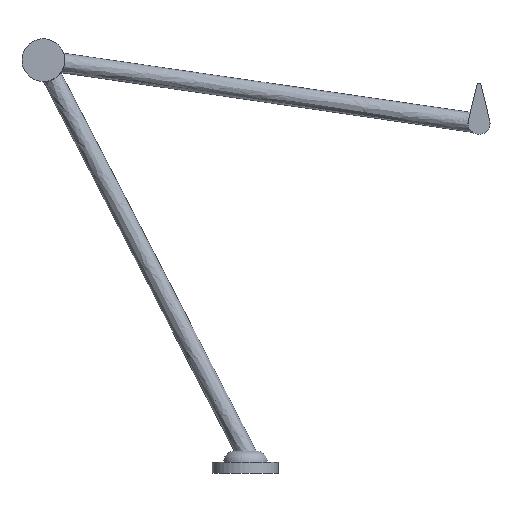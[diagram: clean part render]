
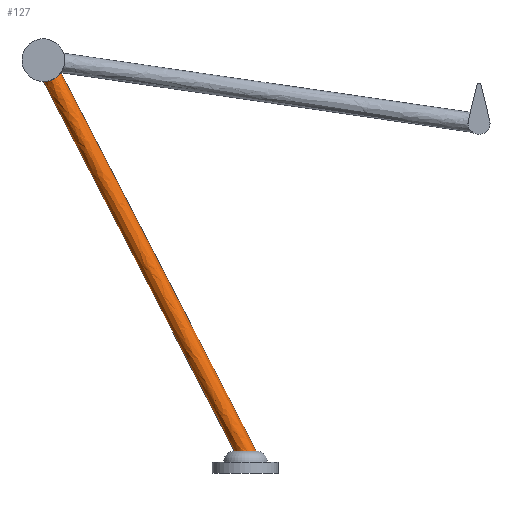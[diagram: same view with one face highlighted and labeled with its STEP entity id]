
A CAD part, front view. The second image highlights one B-rep face of the part: STEP entity #127.
In plain terms, the highlighted free-form (B-spline) face has degree [3, 3] with [7, 6] control points.
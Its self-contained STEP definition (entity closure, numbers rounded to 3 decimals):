
#3 = CARTESIAN_POINT ( 'NONE',  ( -0.5, 0., 0.5 ) ) ;
#6 = CARTESIAN_POINT ( 'NONE',  ( -10.047, 0., 18.977 ) ) ;
#12 = CARTESIAN_POINT ( 'NONE',  ( -9.047, 1., 18.977 ) ) ;
#22 = AXIS2_PLACEMENT_3D ( 'NONE', #590, #146, #1116 ) ;
#23 = CARTESIAN_POINT ( 'NONE',  ( -9.179, 0., 17.297 ) ) ;
#32 =( BOUNDED_SURFACE ( )  B_SPLINE_SURFACE ( 3, 3, ( 
 ( #338, #967, #1046, #515, #721, #6 ),
 ( #186, #355, #872, #710, #1061, #271 ),
 ( #865, #803, #247, #974, #99, #12 ),
 ( #540, #276, #959, #191, #76, #697 ),
 ( #173, #704, #522, #547, #716, #1068 ),
 ( #1138, #637, #979, #457, #440, #1043 ),
 ( #3, #96, #162, #801, #635, #695 ) ),
 .UNSPECIFIED., .T., .F., .T. ) 
 B_SPLINE_SURFACE_WITH_KNOTS ( ( 4, 3, 4 ),
 ( 4, 2, 4 ),
 ( 0., 0.5, 1. ),
 ( 0., 1., 1.04 ),
 .UNSPECIFIED. ) 
 GEOMETRIC_REPRESENTATION_ITEM ( )  RATIONAL_B_SPLINE_SURFACE ( (
 ( 1., 1., 1., 1., 1., 1.),
 ( 0.333, 0.333, 0.333, 0.333, 0.333, 0.333),
 ( 0.333, 0.333, 0.333, 0.333, 0.333, 0.333),
 ( 1., 1., 1., 1., 1., 1.),
 ( 0.333, 0.333, 0.333, 0.333, 0.333, 0.333),
 ( 0.333, 0.333, 0.333, 0.333, 0.333, 0.333),
 ( 1., 1., 1., 1., 1., 1.) ) ) 
 REPRESENTATION_ITEM ( '' )  SURFACE ( )  );
#46 = VERTEX_POINT ( 'NONE', #273 ) ;
#62 = ORIENTED_EDGE ( 'NONE', *, *, #145, .T. ) ;
#63 = B_SPLINE_CURVE_WITH_KNOTS ( 'NONE', 3,
 ( #206, #740, #832, #838, #651, #216, #1017, #379 ),
 .UNSPECIFIED., .F., .F.,
 ( 4, 2, 2, 4 ),
 ( 0.001, 0.002, 0.002, 0.002 ),
 .UNSPECIFIED. ) ;
#76 = CARTESIAN_POINT ( 'NONE',  ( -8.925, 0., 18.741 ) ) ;
#79 = CARTESIAN_POINT ( 'NONE',  ( -9.179, -0.126, 17.297 ) ) ;
#88 = CARTESIAN_POINT ( 'NONE',  ( -8.39, 0., 17.704 ) ) ;
#96 = CARTESIAN_POINT ( 'NONE',  ( -3.56, 0., 6.423 ) ) ;
#99 = CARTESIAN_POINT ( 'NONE',  ( -8.925, 1., 18.741 ) ) ;
#114 = CARTESIAN_POINT ( 'NONE',  ( -0.5, 0., 0.5 ) ) ;
#127 = ADVANCED_FACE ( 'NONE', ( #622 ), #32, .F. ) ;
#145 = EDGE_CURVE ( 'NONE', #391, #902, #63, .T. ) ;
#146 = DIRECTION ( 'NONE',  ( 0., 0., 1. ) ) ;
#162 = CARTESIAN_POINT ( 'NONE',  ( -6.621, 0., 12.345 ) ) ;
#166 = CARTESIAN_POINT ( 'NONE',  ( -9.179, 0., 17.297 ) ) ;
#173 = CARTESIAN_POINT ( 'NONE',  ( 0.5, -1., 0.5 ) ) ;
#181 = CARTESIAN_POINT ( 'NONE',  ( -9.13, -0.25, 17.294 ) ) ;
#183 = EDGE_CURVE ( 'NONE', #46, #391, #793, .T. ) ;
#186 = CARTESIAN_POINT ( 'NONE',  ( -0.5, 1., 0.5 ) ) ;
#187 = CARTESIAN_POINT ( 'NONE',  ( -8.735, -0.5, 17.405 ) ) ;
#191 = CARTESIAN_POINT ( 'NONE',  ( -8.803, 0., 18.505 ) ) ;
#192 = CARTESIAN_POINT ( 'NONE',  ( -8.849, -0.485, 17.353 ) ) ;
#206 = CARTESIAN_POINT ( 'NONE',  ( -8.39, 0., 17.704 ) ) ;
#216 = CARTESIAN_POINT ( 'NONE',  ( -8.627, -0.485, 17.468 ) ) ;
#224 = EDGE_CURVE ( 'NONE', #471, #46, #617, .T. ) ;
#247 = CARTESIAN_POINT ( 'NONE',  ( -5.621, 1., 12.345 ) ) ;
#249 = B_SPLINE_CURVE_WITH_KNOTS ( 'NONE', 3,
 ( #553, #903, #464, #23 ),
 .UNSPECIFIED., .F., .F.,
 ( 4, 4 ),
 ( 0., 0.945 ),
 .UNSPECIFIED. ) ;
#260 = ORIENTED_EDGE ( 'NONE', *, *, #224, .T. ) ;
#271 = CARTESIAN_POINT ( 'NONE',  ( -10.047, 1., 18.977 ) ) ;
#273 = CARTESIAN_POINT ( 'NONE',  ( 0.5, 0., 0.5 ) ) ;
#276 = CARTESIAN_POINT ( 'NONE',  ( -2.56, 0., 6.423 ) ) ;
#328 = CARTESIAN_POINT ( 'NONE',  ( -2.463, 0., 6.235 ) ) ;
#338 = CARTESIAN_POINT ( 'NONE',  ( -0.5, 0., 0.5 ) ) ;
#355 = CARTESIAN_POINT ( 'NONE',  ( -3.56, 1., 6.423 ) ) ;
#379 = CARTESIAN_POINT ( 'NONE',  ( -8.735, -0.5, 17.405 ) ) ;
#381 = EDGE_CURVE ( 'NONE', #902, #385, #561, .T. ) ;
#385 = VERTEX_POINT ( 'NONE', #712 ) ;
#391 = VERTEX_POINT ( 'NONE', #88 ) ;
#440 = CARTESIAN_POINT ( 'NONE',  ( -9.925, -1., 18.741 ) ) ;
#457 = CARTESIAN_POINT ( 'NONE',  ( -9.803, -1., 18.505 ) ) ;
#464 = CARTESIAN_POINT ( 'NONE',  ( -6.286, 0., 11.698 ) ) ;
#471 = VERTEX_POINT ( 'NONE', #114 ) ;
#480 = EDGE_CURVE ( 'NONE', #471, #385, #249, .T. ) ;
#515 = CARTESIAN_POINT ( 'NONE',  ( -9.803, 0., 18.505 ) ) ;
#521 = CARTESIAN_POINT ( 'NONE',  ( -8.735, -0.5, 17.405 ) ) ;
#522 = CARTESIAN_POINT ( 'NONE',  ( -5.621, -1., 12.345 ) ) ;
#540 = CARTESIAN_POINT ( 'NONE',  ( 0.5, 0., 0.5 ) ) ;
#547 = CARTESIAN_POINT ( 'NONE',  ( -8.803, -1., 18.505 ) ) ;
#550 = ORIENTED_EDGE ( 'NONE', *, *, #480, .F. ) ;
#553 = CARTESIAN_POINT ( 'NONE',  ( -0.5, 0., 0.5 ) ) ;
#561 = B_SPLINE_CURVE_WITH_KNOTS ( 'NONE', 3,
 ( #187, #615, #192, #607, #894, #181, #79, #166 ),
 .UNSPECIFIED., .F., .F.,
 ( 4, 2, 2, 4 ),
 ( 0.002, 0.002, 0.003, 0.003 ),
 .UNSPECIFIED. ) ;
#576 = ORIENTED_EDGE ( 'NONE', *, *, #183, .T. ) ;
#590 = CARTESIAN_POINT ( 'NONE',  ( 0., 0., 0.5 ) ) ;
#607 = CARTESIAN_POINT ( 'NONE',  ( -8.957, -0.429, 17.321 ) ) ;
#615 = CARTESIAN_POINT ( 'NONE',  ( -8.79, -0.5, 17.376 ) ) ;
#617 = CIRCLE ( 'NONE', #22, 0.5 ) ;
#622 = FACE_OUTER_BOUND ( 'NONE', #955, .T. ) ;
#635 = CARTESIAN_POINT ( 'NONE',  ( -9.925, 0., 18.741 ) ) ;
#637 = CARTESIAN_POINT ( 'NONE',  ( -3.56, -1., 6.423 ) ) ;
#651 = CARTESIAN_POINT ( 'NONE',  ( -8.538, -0.429, 17.538 ) ) ;
#676 = CARTESIAN_POINT ( 'NONE',  ( -5.427, 0., 11.97 ) ) ;
#680 = ORIENTED_EDGE ( 'NONE', *, *, #381, .T. ) ;
#695 = CARTESIAN_POINT ( 'NONE',  ( -10.047, 0., 18.977 ) ) ;
#697 = CARTESIAN_POINT ( 'NONE',  ( -9.047, 0., 18.977 ) ) ;
#704 = CARTESIAN_POINT ( 'NONE',  ( -2.56, -1., 6.423 ) ) ;
#710 = CARTESIAN_POINT ( 'NONE',  ( -9.803, 1., 18.505 ) ) ;
#712 = CARTESIAN_POINT ( 'NONE',  ( -9.179, 0., 17.297 ) ) ;
#716 = CARTESIAN_POINT ( 'NONE',  ( -8.925, -1., 18.741 ) ) ;
#721 = CARTESIAN_POINT ( 'NONE',  ( -9.925, 0., 18.741 ) ) ;
#740 = CARTESIAN_POINT ( 'NONE',  ( -8.39, -0.125, 17.704 ) ) ;
#793 = B_SPLINE_CURVE_WITH_KNOTS ( 'NONE', 3,
 ( #934, #328, #676, #1027 ),
 .UNSPECIFIED., .F., .F.,
 ( 4, 4 ),
 ( 0., 0.968 ),
 .UNSPECIFIED. ) ;
#801 = CARTESIAN_POINT ( 'NONE',  ( -9.803, 0., 18.505 ) ) ;
#803 = CARTESIAN_POINT ( 'NONE',  ( -2.56, 1., 6.423 ) ) ;
#832 = CARTESIAN_POINT ( 'NONE',  ( -8.416, -0.249, 17.664 ) ) ;
#838 = CARTESIAN_POINT ( 'NONE',  ( -8.502, -0.39, 17.572 ) ) ;
#865 = CARTESIAN_POINT ( 'NONE',  ( 0.5, 1., 0.5 ) ) ;
#872 = CARTESIAN_POINT ( 'NONE',  ( -6.621, 1., 12.345 ) ) ;
#894 = CARTESIAN_POINT ( 'NONE',  ( -9.006, -0.39, 17.311 ) ) ;
#902 = VERTEX_POINT ( 'NONE', #521 ) ;
#903 = CARTESIAN_POINT ( 'NONE',  ( -3.393, 0., 6.099 ) ) ;
#934 = CARTESIAN_POINT ( 'NONE',  ( 0.5, 0., 0.5 ) ) ;
#955 = EDGE_LOOP ( 'NONE', ( #260, #576, #62, #680, #550 ) ) ;
#959 = CARTESIAN_POINT ( 'NONE',  ( -5.621, 0., 12.345 ) ) ;
#967 = CARTESIAN_POINT ( 'NONE',  ( -3.56, 0., 6.423 ) ) ;
#974 = CARTESIAN_POINT ( 'NONE',  ( -8.803, 1., 18.505 ) ) ;
#979 = CARTESIAN_POINT ( 'NONE',  ( -6.621, -1., 12.345 ) ) ;
#1017 = CARTESIAN_POINT ( 'NONE',  ( -8.68, -0.5, 17.434 ) ) ;
#1027 = CARTESIAN_POINT ( 'NONE',  ( -8.39, 0., 17.704 ) ) ;
#1043 = CARTESIAN_POINT ( 'NONE',  ( -10.047, -1., 18.977 ) ) ;
#1046 = CARTESIAN_POINT ( 'NONE',  ( -6.621, 0., 12.345 ) ) ;
#1061 = CARTESIAN_POINT ( 'NONE',  ( -9.925, 1., 18.741 ) ) ;
#1068 = CARTESIAN_POINT ( 'NONE',  ( -9.047, -1., 18.977 ) ) ;
#1116 = DIRECTION ( 'NONE',  ( -1., 0., 0. ) ) ;
#1138 = CARTESIAN_POINT ( 'NONE',  ( -0.5, -1., 0.5 ) ) ;
